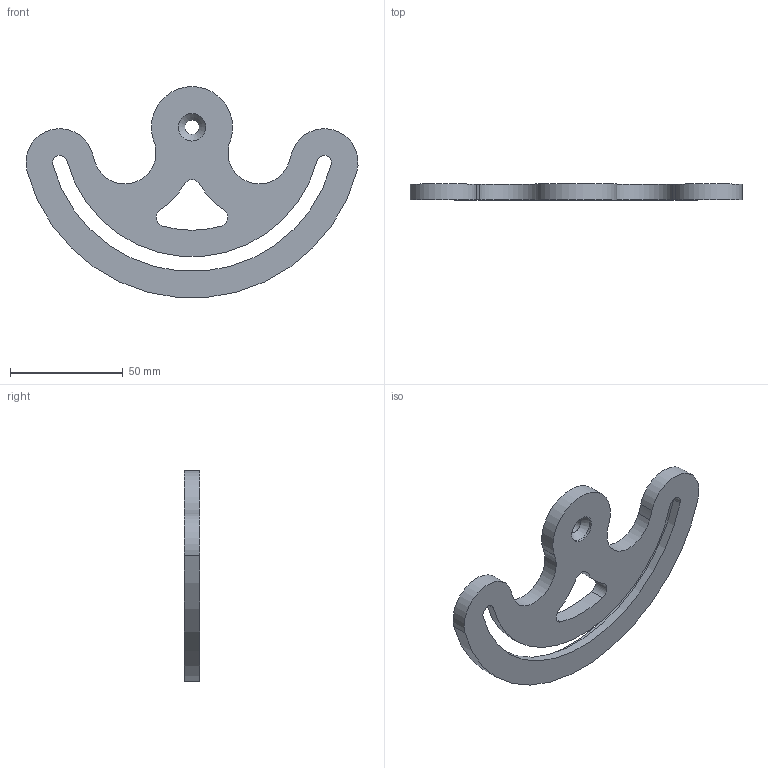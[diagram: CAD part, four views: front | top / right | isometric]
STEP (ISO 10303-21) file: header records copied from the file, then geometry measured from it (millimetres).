
FILE_DESCRIPTION(/* description */ (''),/* implementation_level */ '2;1');
FILE_NAME(/* name */ 'Binding_Base.step',/* time_stamp */ '2019-04-25T16:57:50-04:00',/* author */ (''),/* organization */ (''),/* preprocessor_version */ 'ST-DEVELOPER v18',/* originating_system */ 'Autodesk Translation Framework v8.2.0.1029',/* authorisation */ '');
FILE_SCHEMA (('AUTOMOTIVE_DESIGN { 1 0 10303 214 3 1 1 }'));
Length unit declared in the file: millimetre
Products named in the file (1): FusionComponent
Bounding box: 146.98 x 7 x 93.32 mm (x, y, z)
Volume: 42775.9 mm3; surface area: 19280.3 mm2
Topology: 1 solids, 1 shells, 28 faces, 75 edges, 50 vertices
Faces by surface type: cylinder 24, plane 3, cone 1
Full cylindrical faces by diameter (mm): 6.4 x1, 12.2 x1
Entity records: 954 total; most frequent: DIRECTION 183, CARTESIAN_POINT 154, ORIENTED_EDGE 150, AXIS2_PLACEMENT_3D 79, EDGE_CURVE 75, CIRCLE 50, VERTEX_POINT 50, EDGE_LOOP 35
